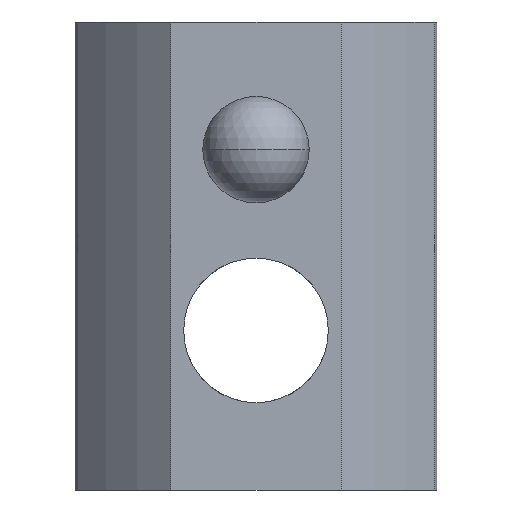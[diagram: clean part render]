
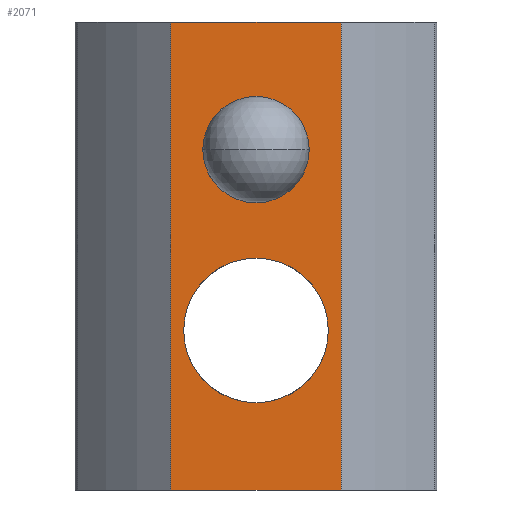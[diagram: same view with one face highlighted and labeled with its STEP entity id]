
A CAD part, front view. The second image highlights one B-rep face of the part: STEP entity #2071.
In plain terms, the highlighted planar face has unit normal (0, -1, 0).
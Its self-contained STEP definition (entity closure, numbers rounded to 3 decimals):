
#14 = VECTOR ( 'NONE', #2044, 1000. ) ;
#36 = VECTOR ( 'NONE', #1478, 1000. ) ;
#49 = CARTESIAN_POINT ( 'NONE',  ( -4., -9.6, 22. ) ) ;
#93 = PLANE ( 'NONE',  #1331 ) ;
#105 = LINE ( 'NONE', #49, #36 ) ;
#195 = ORIENTED_EDGE ( 'NONE', *, *, #240, .F. ) ;
#199 = VERTEX_POINT ( 'NONE', #1359 ) ;
#240 = EDGE_CURVE ( 'NONE', #1294, #2232, #650, .T. ) ;
#260 = FACE_BOUND ( 'NONE', #1421, .T. ) ;
#261 = ORIENTED_EDGE ( 'NONE', *, *, #974, .T. ) ;
#282 = DIRECTION ( 'NONE',  ( 1., 0., 0. ) ) ;
#291 = DIRECTION ( 'NONE',  ( 0., -1., 0. ) ) ;
#312 = CARTESIAN_POINT ( 'NONE',  ( 0., -9.6, 16. ) ) ;
#322 = CARTESIAN_POINT ( 'NONE',  ( -4., -9.6, 0. ) ) ;
#339 = ORIENTED_EDGE ( 'NONE', *, *, #895, .F. ) ;
#343 = CARTESIAN_POINT ( 'NONE',  ( 4., -9.6, 0. ) ) ;
#345 = FACE_BOUND ( 'NONE', #1305, .T. ) ;
#507 = ORIENTED_EDGE ( 'NONE', *, *, #1368, .F. ) ;
#614 = VERTEX_POINT ( 'NONE', #652 ) ;
#650 = CIRCLE ( 'NONE', #2326, 2.5 ) ;
#652 = CARTESIAN_POINT ( 'NONE',  ( 4., -9.6, 22. ) ) ;
#740 = EDGE_CURVE ( 'NONE', #2289, #1892, #105, .T. ) ;
#843 = ORIENTED_EDGE ( 'NONE', *, *, #1008, .F. ) ;
#844 = LINE ( 'NONE', #2048, #14 ) ;
#862 = EDGE_CURVE ( 'NONE', #2244, #199, #1555, .T. ) ;
#895 = EDGE_CURVE ( 'NONE', #614, #1859, #1424, .T. ) ;
#942 = ORIENTED_EDGE ( 'NONE', *, *, #740, .T. ) ;
#974 = EDGE_CURVE ( 'NONE', #199, #2244, #1810, .T. ) ;
#1003 = DIRECTION ( 'NONE',  ( 1., 0., 0. ) ) ;
#1008 = EDGE_CURVE ( 'NONE', #2289, #614, #844, .T. ) ;
#1013 = DIRECTION ( 'NONE',  ( 0., -1., 0. ) ) ;
#1022 = CARTESIAN_POINT ( 'NONE',  ( 0., -9.6, 16. ) ) ;
#1045 = VECTOR ( 'NONE', #2067, 1000. ) ;
#1177 = CARTESIAN_POINT ( 'NONE',  ( -2.5, -9.6, 16. ) ) ;
#1213 = EDGE_CURVE ( 'NONE', #1892, #1859, #1602, .T. ) ;
#1294 = VERTEX_POINT ( 'NONE', #1177 ) ;
#1304 = DIRECTION ( 'NONE',  ( 1., 0., 0. ) ) ;
#1305 = EDGE_LOOP ( 'NONE', ( #2038, #261 ) ) ;
#1331 = AXIS2_PLACEMENT_3D ( 'NONE', #1811, #1755, #1591 ) ;
#1336 = CARTESIAN_POINT ( 'NONE',  ( -4., -9.6, 0. ) ) ;
#1359 = CARTESIAN_POINT ( 'NONE',  ( 0., -9.6, 4.1 ) ) ;
#1368 = EDGE_CURVE ( 'NONE', #2232, #1294, #1850, .T. ) ;
#1421 = EDGE_LOOP ( 'NONE', ( #507, #195 ) ) ;
#1424 = LINE ( 'NONE', #2078, #1045 ) ;
#1425 = FACE_OUTER_BOUND ( 'NONE', #1872, .T. ) ;
#1478 = DIRECTION ( 'NONE',  ( 0., 0., -1. ) ) ;
#1555 = CIRCLE ( 'NONE', #2091, 3.4 ) ;
#1591 = DIRECTION ( 'NONE',  ( -1., 0., 0. ) ) ;
#1602 = LINE ( 'NONE', #1336, #1613 ) ;
#1613 = VECTOR ( 'NONE', #1304, 1000. ) ;
#1708 = AXIS2_PLACEMENT_3D ( 'NONE', #1022, #1013, #1003 ) ;
#1755 = DIRECTION ( 'NONE',  ( 0., 1., 0. ) ) ;
#1768 = ORIENTED_EDGE ( 'NONE', *, *, #1213, .T. ) ;
#1810 = CIRCLE ( 'NONE', #1941, 3.4 ) ;
#1811 = CARTESIAN_POINT ( 'NONE',  ( -4., -9.6, 22. ) ) ;
#1850 = CIRCLE ( 'NONE', #1708, 2.5 ) ;
#1859 = VERTEX_POINT ( 'NONE', #343 ) ;
#1872 = EDGE_LOOP ( 'NONE', ( #1768, #339, #843, #942 ) ) ;
#1892 = VERTEX_POINT ( 'NONE', #322 ) ;
#1941 = AXIS2_PLACEMENT_3D ( 'NONE', #2186, #2179, #2172 ) ;
#2038 = ORIENTED_EDGE ( 'NONE', *, *, #862, .T. ) ;
#2044 = DIRECTION ( 'NONE',  ( 1., 0., 0. ) ) ;
#2048 = CARTESIAN_POINT ( 'NONE',  ( -4., -9.6, 22. ) ) ;
#2067 = DIRECTION ( 'NONE',  ( 0., 0., -1. ) ) ;
#2071 = ADVANCED_FACE ( 'NONE', ( #345, #260, #1425 ), #93, .F. ) ;
#2078 = CARTESIAN_POINT ( 'NONE',  ( 4., -9.6, 22. ) ) ;
#2088 = DIRECTION ( 'NONE',  ( 0., 0., 1. ) ) ;
#2091 = AXIS2_PLACEMENT_3D ( 'NONE', #2100, #2092, #2088 ) ;
#2092 = DIRECTION ( 'NONE',  ( 0., 1., 0. ) ) ;
#2100 = CARTESIAN_POINT ( 'NONE',  ( 0., -9.6, 7.5 ) ) ;
#2172 = DIRECTION ( 'NONE',  ( 0., 0., 1. ) ) ;
#2179 = DIRECTION ( 'NONE',  ( 0., 1., 0. ) ) ;
#2186 = CARTESIAN_POINT ( 'NONE',  ( 0., -9.6, 7.5 ) ) ;
#2232 = VERTEX_POINT ( 'NONE', #2387 ) ;
#2244 = VERTEX_POINT ( 'NONE', #2353 ) ;
#2289 = VERTEX_POINT ( 'NONE', #2324 ) ;
#2324 = CARTESIAN_POINT ( 'NONE',  ( -4., -9.6, 22. ) ) ;
#2326 = AXIS2_PLACEMENT_3D ( 'NONE', #312, #291, #282 ) ;
#2353 = CARTESIAN_POINT ( 'NONE',  ( 0., -9.6, 10.9 ) ) ;
#2387 = CARTESIAN_POINT ( 'NONE',  ( 2.5, -9.6, 16. ) ) ;
